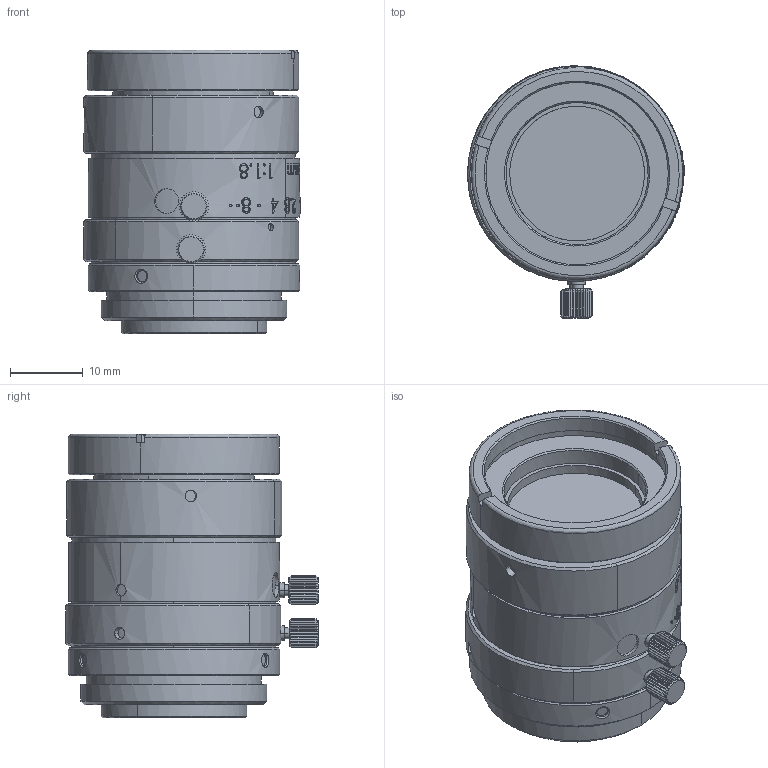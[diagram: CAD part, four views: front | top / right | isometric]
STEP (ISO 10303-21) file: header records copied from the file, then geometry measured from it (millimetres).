
FILE_DESCRIPTION (( 'STEP AP203' ), '1' );
FILE_NAME ('601001.STEP', '2020-12-30T16:37:18', ( '' ), ( '' ), 'SwSTEP 2.0', 'SolidWorks 2019', '' );
FILE_SCHEMA (( 'CONFIG_CONTROL_DESIGN' ));
Length unit declared in the file: millimetre
Products named in the file (1): 601001
Bounding box: 29.73 x 34.63 x 38.91 mm (x, y, z)
Volume: 19625.6 mm3; surface area: 8253.9 mm2
Topology: 1 solids, 1 shells, 623 faces, 1624 edges, 1069 vertices
Faces by surface type: bspline 623
Entity records: 39059 total; most frequent: CARTESIAN_POINT 29276, ORIENTED_EDGE 3248, EDGE_CURVE 1624, B_SPLINE_CURVE_WITH_KNOTS 1388, VERTEX_POINT 1069, EDGE_LOOP 689, FACE_OUTER_BOUND 623, ADVANCED_FACE 623
